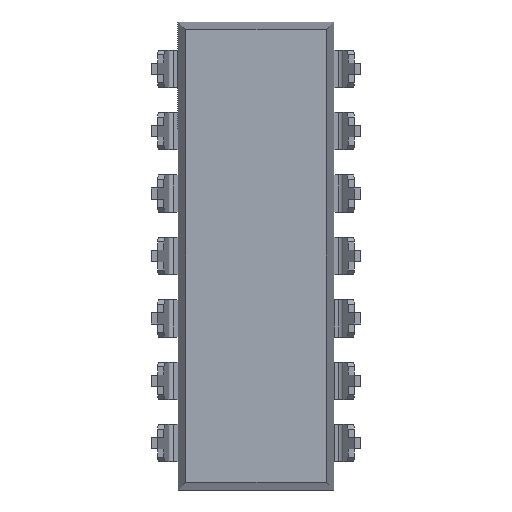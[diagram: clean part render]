
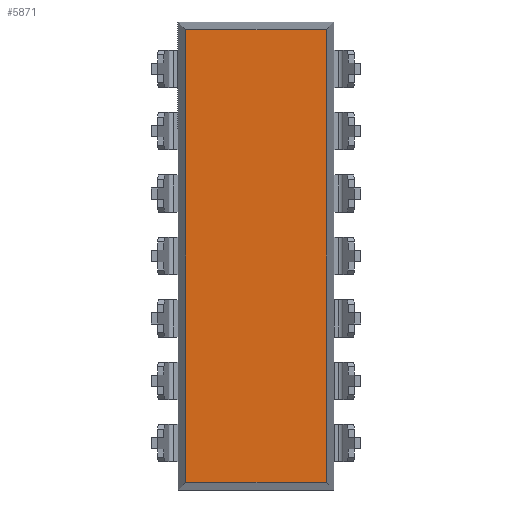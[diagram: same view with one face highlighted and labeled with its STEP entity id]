
A CAD part, front view. The second image highlights one B-rep face of the part: STEP entity #5871.
In plain terms, the highlighted planar face has unit normal (0, -1, 0).
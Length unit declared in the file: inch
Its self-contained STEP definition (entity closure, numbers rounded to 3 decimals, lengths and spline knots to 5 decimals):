
#42 = VERTEX_POINT ( 'NONE', #5209 ) ;
#334 = ORIENTED_EDGE ( 'NONE', *, *, #2733, .T. ) ;
#692 = DIRECTION ( 'NONE',  ( 0., -1., 0. ) ) ;
#1258 = VERTEX_POINT ( 'NONE', #4105 ) ;
#1365 = DIRECTION ( 'NONE',  ( 1., 0., 0. ) ) ;
#1458 = CARTESIAN_POINT ( 'NONE',  ( -0.11282, 0.015, 0. ) ) ;
#1623 = ORIENTED_EDGE ( 'NONE', *, *, #2715, .T. ) ;
#2146 = CARTESIAN_POINT ( 'NONE',  ( 0.11282, 0.015, 0. ) ) ;
#2201 = DIRECTION ( 'NONE',  ( 0., 0., 1. ) ) ;
#2586 = VERTEX_POINT ( 'NONE', #5610 ) ;
#2626 = ORIENTED_EDGE ( 'NONE', *, *, #4082, .T. ) ;
#2715 = EDGE_CURVE ( 'NONE', #1258, #42, #7125, .T. ) ;
#2733 = EDGE_CURVE ( 'NONE', #5704, #2586, #6134, .T. ) ;
#3217 = ORIENTED_EDGE ( 'NONE', *, *, #7666, .T. ) ;
#3367 = LINE ( 'NONE', #7694, #3547 ) ;
#3547 = VECTOR ( 'NONE', #5290, 39.37008 ) ;
#3715 = DIRECTION ( 'NONE',  ( 1., 0., 0. ) ) ;
#4082 = EDGE_CURVE ( 'NONE', #2586, #1258, #3367, .T. ) ;
#4105 = CARTESIAN_POINT ( 'NONE',  ( -0.11282, 0.015, 0.36282 ) ) ;
#4367 = DIRECTION ( 'NONE',  ( 0., 0., -1. ) ) ;
#4911 = CARTESIAN_POINT ( 'NONE',  ( 0., 0.015, 0. ) ) ;
#5016 = PLANE ( 'NONE',  #7295 ) ;
#5181 = VECTOR ( 'NONE', #2201, 39.37008 ) ;
#5209 = CARTESIAN_POINT ( 'NONE',  ( -0.11282, 0.015, -0.36282 ) ) ;
#5290 = DIRECTION ( 'NONE',  ( -1., 0., 0. ) ) ;
#5525 = CARTESIAN_POINT ( 'NONE',  ( 0., 0.015, -0.36282 ) ) ;
#5610 = CARTESIAN_POINT ( 'NONE',  ( 0.11282, 0.015, 0.36282 ) ) ;
#5704 = VERTEX_POINT ( 'NONE', #6074 ) ;
#5871 = ADVANCED_FACE ( 'NONE', ( #6928 ), #5016, .T. ) ;
#5890 = EDGE_LOOP ( 'NONE', ( #1623, #3217, #334, #2626 ) ) ;
#6074 = CARTESIAN_POINT ( 'NONE',  ( 0.11282, 0.015, -0.36282 ) ) ;
#6134 = LINE ( 'NONE', #2146, #5181 ) ;
#6406 = VECTOR ( 'NONE', #4367, 39.37008 ) ;
#6475 = VECTOR ( 'NONE', #1365, 39.37008 ) ;
#6558 = LINE ( 'NONE', #5525, #6475 ) ;
#6928 = FACE_OUTER_BOUND ( 'NONE', #5890, .T. ) ;
#7125 = LINE ( 'NONE', #1458, #6406 ) ;
#7295 = AXIS2_PLACEMENT_3D ( 'NONE', #4911, #692, #3715 ) ;
#7666 = EDGE_CURVE ( 'NONE', #42, #5704, #6558, .T. ) ;
#7694 = CARTESIAN_POINT ( 'NONE',  ( 0., 0.015, 0.36282 ) ) ;
